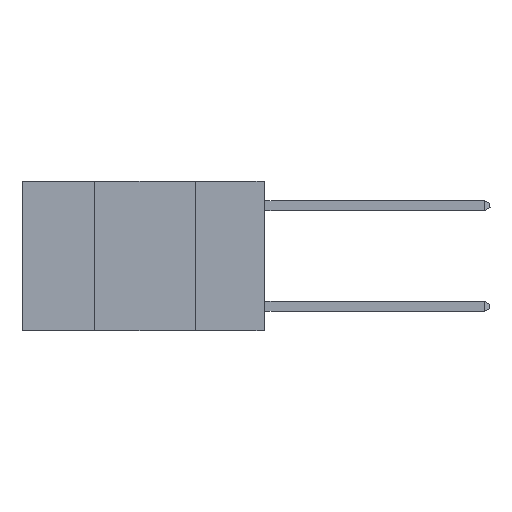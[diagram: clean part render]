
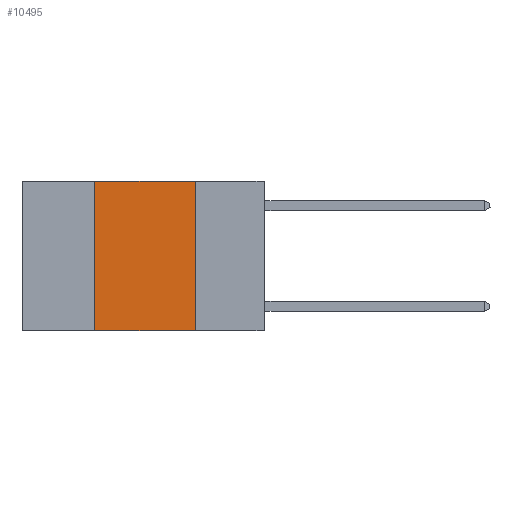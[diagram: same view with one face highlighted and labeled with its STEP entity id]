
A CAD part, left-side view. The second image highlights one B-rep face of the part: STEP entity #10495.
In plain terms, the highlighted planar face has unit normal (-1, 0, 0).
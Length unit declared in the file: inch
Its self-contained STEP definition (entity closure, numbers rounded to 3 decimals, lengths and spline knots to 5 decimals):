
#149 = DIRECTION ( 'NONE',  ( 1., 0., 0. ) ) ;
#2931 = EDGE_CURVE ( 'NONE', #19560, #22615, #14859, .T. ) ;
#3308 = DIRECTION ( 'NONE',  ( 0., -1., 0. ) ) ;
#5328 = CARTESIAN_POINT ( 'NONE',  ( 0., 0.17, 0. ) ) ;
#5420 = LINE ( 'NONE', #11380, #20243 ) ;
#5631 = EDGE_CURVE ( 'NONE', #19560, #9393, #25907, .T. ) ;
#5865 = VECTOR ( 'NONE', #7370, 39.37008 ) ;
#7370 = DIRECTION ( 'NONE',  ( 0., 0., -1. ) ) ;
#8530 = EDGE_LOOP ( 'NONE', ( #20237, #15221, #20560, #22206 ) ) ;
#8692 = DIRECTION ( 'NONE',  ( 0., -1., 0. ) ) ;
#9210 = CARTESIAN_POINT ( 'NONE',  ( 0., 0.42, -0.37 ) ) ;
#9393 = VERTEX_POINT ( 'NONE', #16788 ) ;
#9417 = VERTEX_POINT ( 'NONE', #10706 ) ;
#10495 = ADVANCED_FACE ( 'NONE', ( #10645 ), #22255, .F. ) ;
#10645 = FACE_OUTER_BOUND ( 'NONE', #8530, .T. ) ;
#10706 = CARTESIAN_POINT ( 'NONE',  ( 0., 0.17, 0. ) ) ;
#10916 = EDGE_CURVE ( 'NONE', #9417, #22615, #16620, .T. ) ;
#11000 = CARTESIAN_POINT ( 'NONE',  ( 0., 0.17, -0.37 ) ) ;
#11380 = CARTESIAN_POINT ( 'NONE',  ( 0., 0.6, 0. ) ) ;
#12400 = AXIS2_PLACEMENT_3D ( 'NONE', #24260, #149, #14281 ) ;
#14281 = DIRECTION ( 'NONE',  ( 0., 0., -1. ) ) ;
#14859 = LINE ( 'NONE', #24755, #20207 ) ;
#15221 = ORIENTED_EDGE ( 'NONE', *, *, #15586, .F. ) ;
#15586 = EDGE_CURVE ( 'NONE', #9393, #9417, #5420, .T. ) ;
#16620 = LINE ( 'NONE', #5328, #5865 ) ;
#16788 = CARTESIAN_POINT ( 'NONE',  ( 0., 0.42, 0. ) ) ;
#19560 = VERTEX_POINT ( 'NONE', #9210 ) ;
#19882 = CARTESIAN_POINT ( 'NONE',  ( 0., 0.42, 0. ) ) ;
#19999 = VECTOR ( 'NONE', #21913, 39.37008 ) ;
#20207 = VECTOR ( 'NONE', #8692, 39.37008 ) ;
#20237 = ORIENTED_EDGE ( 'NONE', *, *, #10916, .F. ) ;
#20243 = VECTOR ( 'NONE', #3308, 39.37008 ) ;
#20560 = ORIENTED_EDGE ( 'NONE', *, *, #5631, .F. ) ;
#21913 = DIRECTION ( 'NONE',  ( 0., 0., 1. ) ) ;
#22206 = ORIENTED_EDGE ( 'NONE', *, *, #2931, .T. ) ;
#22255 = PLANE ( 'NONE',  #12400 ) ;
#22615 = VERTEX_POINT ( 'NONE', #11000 ) ;
#24260 = CARTESIAN_POINT ( 'NONE',  ( 0., 0.6, 0. ) ) ;
#24755 = CARTESIAN_POINT ( 'NONE',  ( 0., 0.6, -0.37 ) ) ;
#25907 = LINE ( 'NONE', #19882, #19999 ) ;
